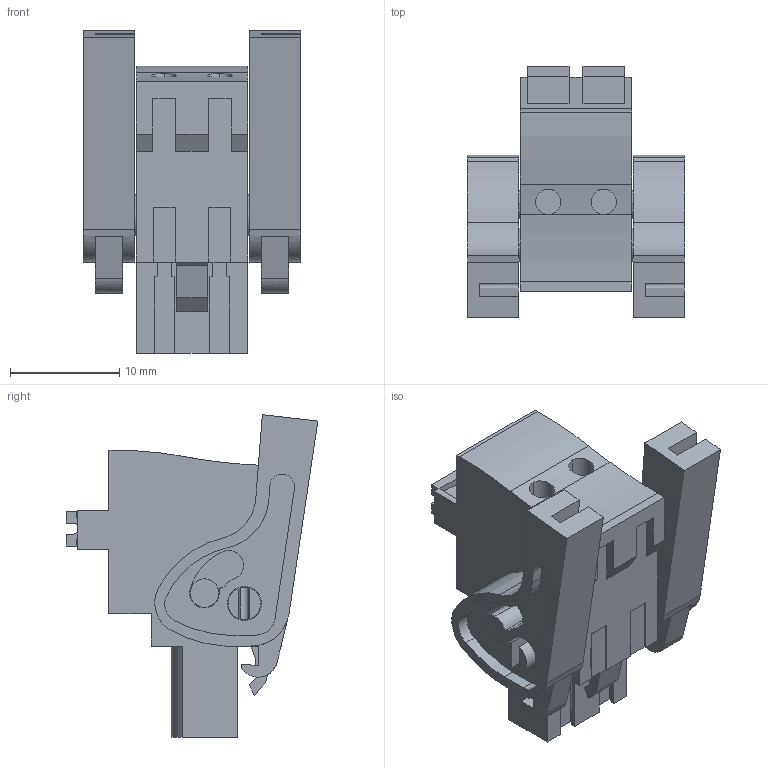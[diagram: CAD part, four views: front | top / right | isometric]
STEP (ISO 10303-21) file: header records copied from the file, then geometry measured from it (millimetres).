
FILE_DESCRIPTION(('CATIA V5 STEP Exchange','CAx-IF Rec.Pracs.--- Model Styling and Organization---1.2---2011-12-15'),'2;1');
FILE_NAME ('D1461149_0_1982310000_1982310000.stp','2017-10-30T15:38:11+00:00',('none'),('Weidmueller'),'CATIA Version 5-6 Release 2014','CATIA V5 STEP AP214','none');
FILE_SCHEMA(('AUTOMOTIVE_DESIGN { 1 0 10303 214 1 1 1 1 }'));
Length unit declared in the file: millimetre
Products named in the file (1): 1982310000
Bounding box: 19.86 x 23.02 x 29.52 mm (x, y, z)
Volume: 4130.8 mm3; surface area: 3754.8 mm2
Topology: 5 solids, 5 shells, 289 faces, 779 edges, 519 vertices
Faces by surface type: plane 202, cylinder 87
Entity records: 8466 total; most frequent: CARTESIAN_POINT 1635, ORIENTED_EDGE 1558, DIRECTION 1113, EDGE_CURVE 779, VECTOR 581, LINE 581, VERTEX_POINT 519, AXIS2_PLACEMENT_3D 347
